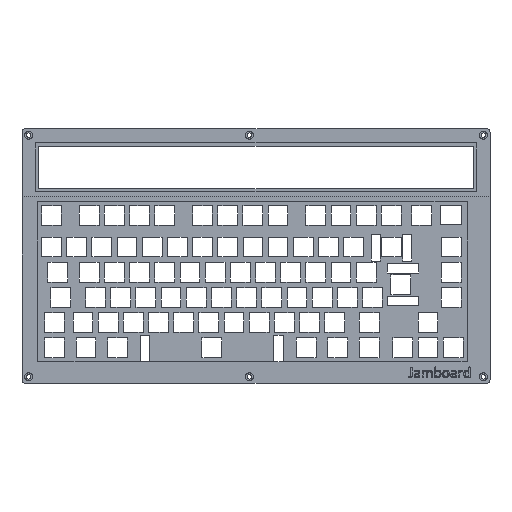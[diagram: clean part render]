
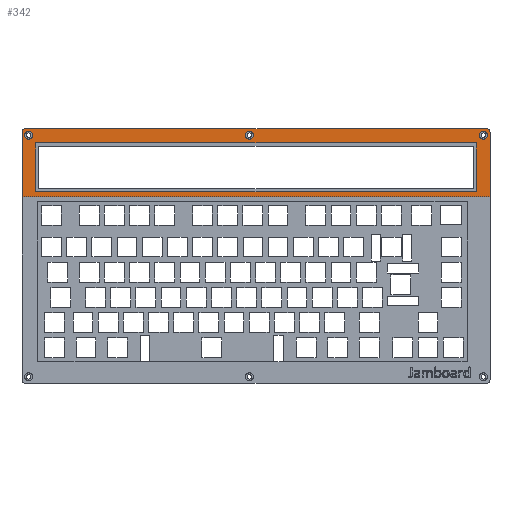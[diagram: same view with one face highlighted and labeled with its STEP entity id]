
A CAD part, top view. The second image highlights one B-rep face of the part: STEP entity #342.
In plain terms, the highlighted planar face has unit normal (0, 0, 1).
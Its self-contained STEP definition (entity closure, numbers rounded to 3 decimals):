
#24 = VERTEX_POINT('',#25);
#25 = CARTESIAN_POINT('',(-38.116,32.097,9.));
#31 = EDGE_CURVE('',#24,#32,#34,.T.);
#32 = VERTEX_POINT('',#33);
#33 = CARTESIAN_POINT('',(-41.116,29.097,9.));
#34 = CIRCLE('',#35,3.);
#35 = AXIS2_PLACEMENT_3D('',#36,#37,#38);
#36 = CARTESIAN_POINT('',(-38.116,29.097,9.));
#37 = DIRECTION('',(0.,0.,1.));
#38 = DIRECTION('',(1.,0.,0.));
#64 = EDGE_CURVE('',#24,#65,#67,.T.);
#65 = VERTEX_POINT('',#66);
#66 = CARTESIAN_POINT('',(310.484,32.097,9.));
#67 = LINE('',#68,#69);
#68 = CARTESIAN_POINT('',(-38.116,32.097,9.));
#69 = VECTOR('',#70,1.);
#70 = DIRECTION('',(1.,0.,0.));
#121 = VERTEX_POINT('',#122);
#122 = CARTESIAN_POINT('',(-41.116,-19.585,9.));
#128 = EDGE_CURVE('',#121,#32,#129,.T.);
#129 = LINE('',#130,#131);
#130 = CARTESIAN_POINT('',(-41.116,-158.003,9.));
#131 = VECTOR('',#132,1.);
#132 = DIRECTION('',(0.,1.,0.));
#342 = ADVANCED_FACE('',(#343,#371,#382,#416,#427),#438,.T.);
#343 = FACE_BOUND('',#344,.T.);
#344 = EDGE_LOOP('',(#345,#346,#347,#348,#356,#364));
#345 = ORIENTED_EDGE('',*,*,#64,.F.);
#346 = ORIENTED_EDGE('',*,*,#31,.T.);
#347 = ORIENTED_EDGE('',*,*,#128,.F.);
#348 = ORIENTED_EDGE('',*,*,#349,.F.);
#349 = EDGE_CURVE('',#350,#121,#352,.T.);
#350 = VERTEX_POINT('',#351);
#351 = CARTESIAN_POINT('',(313.484,-19.585,9.));
#352 = LINE('',#353,#354);
#353 = CARTESIAN_POINT('',(313.484,-19.585,9.));
#354 = VECTOR('',#355,1.);
#355 = DIRECTION('',(-1.,0.,0.));
#356 = ORIENTED_EDGE('',*,*,#357,.F.);
#357 = EDGE_CURVE('',#358,#350,#360,.T.);
#358 = VERTEX_POINT('',#359);
#359 = CARTESIAN_POINT('',(313.484,29.097,9.));
#360 = LINE('',#361,#362);
#361 = CARTESIAN_POINT('',(313.484,29.097,9.));
#362 = VECTOR('',#363,1.);
#363 = DIRECTION('',(0.,-1.,0.));
#364 = ORIENTED_EDGE('',*,*,#365,.T.);
#365 = EDGE_CURVE('',#358,#65,#366,.T.);
#366 = CIRCLE('',#367,3.);
#367 = AXIS2_PLACEMENT_3D('',#368,#369,#370);
#368 = CARTESIAN_POINT('',(310.484,29.097,9.));
#369 = DIRECTION('',(0.,0.,1.));
#370 = DIRECTION('',(1.,0.,0.));
#371 = FACE_BOUND('',#372,.T.);
#372 = EDGE_LOOP('',(#373));
#373 = ORIENTED_EDGE('',*,*,#374,.F.);
#374 = EDGE_CURVE('',#375,#375,#377,.T.);
#375 = VERTEX_POINT('',#376);
#376 = CARTESIAN_POINT('',(-33.116,27.097,9.));
#377 = CIRCLE('',#378,3.);
#378 = AXIS2_PLACEMENT_3D('',#379,#380,#381);
#379 = CARTESIAN_POINT('',(-36.116,27.097,9.));
#380 = DIRECTION('',(0.,0.,1.));
#381 = DIRECTION('',(1.,0.,0.));
#382 = FACE_BOUND('',#383,.T.);
#383 = EDGE_LOOP('',(#384,#394,#402,#410));
#384 = ORIENTED_EDGE('',*,*,#385,.F.);
#385 = EDGE_CURVE('',#386,#388,#390,.T.);
#386 = VERTEX_POINT('',#387);
#387 = CARTESIAN_POINT('',(-30.816,21.225,9.));
#388 = VERTEX_POINT('',#389);
#389 = CARTESIAN_POINT('',(-30.816,-15.775,9.));
#390 = LINE('',#391,#392);
#391 = CARTESIAN_POINT('',(-30.816,21.225,9.));
#392 = VECTOR('',#393,1.);
#393 = DIRECTION('',(0.,-1.,0.));
#394 = ORIENTED_EDGE('',*,*,#395,.F.);
#395 = EDGE_CURVE('',#396,#386,#398,.T.);
#396 = VERTEX_POINT('',#397);
#397 = CARTESIAN_POINT('',(303.184,21.225,9.));
#398 = LINE('',#399,#400);
#399 = CARTESIAN_POINT('',(303.184,21.225,9.));
#400 = VECTOR('',#401,1.);
#401 = DIRECTION('',(-1.,0.,0.));
#402 = ORIENTED_EDGE('',*,*,#403,.F.);
#403 = EDGE_CURVE('',#404,#396,#406,.T.);
#404 = VERTEX_POINT('',#405);
#405 = CARTESIAN_POINT('',(303.184,-15.775,9.));
#406 = LINE('',#407,#408);
#407 = CARTESIAN_POINT('',(303.184,-15.775,9.));
#408 = VECTOR('',#409,1.);
#409 = DIRECTION('',(0.,1.,0.));
#410 = ORIENTED_EDGE('',*,*,#411,.F.);
#411 = EDGE_CURVE('',#388,#404,#412,.T.);
#412 = LINE('',#413,#414);
#413 = CARTESIAN_POINT('',(-30.816,-15.775,9.));
#414 = VECTOR('',#415,1.);
#415 = DIRECTION('',(1.,0.,0.));
#416 = FACE_BOUND('',#417,.T.);
#417 = EDGE_LOOP('',(#418));
#418 = ORIENTED_EDGE('',*,*,#419,.F.);
#419 = EDGE_CURVE('',#420,#420,#422,.T.);
#420 = VERTEX_POINT('',#421);
#421 = CARTESIAN_POINT('',(134.184,27.097,9.));
#422 = CIRCLE('',#423,3.);
#423 = AXIS2_PLACEMENT_3D('',#424,#425,#426);
#424 = CARTESIAN_POINT('',(131.184,27.097,9.));
#425 = DIRECTION('',(0.,0.,1.));
#426 = DIRECTION('',(1.,0.,0.));
#427 = FACE_BOUND('',#428,.T.);
#428 = EDGE_LOOP('',(#429));
#429 = ORIENTED_EDGE('',*,*,#430,.F.);
#430 = EDGE_CURVE('',#431,#431,#433,.T.);
#431 = VERTEX_POINT('',#432);
#432 = CARTESIAN_POINT('',(311.484,27.097,9.));
#433 = CIRCLE('',#434,3.);
#434 = AXIS2_PLACEMENT_3D('',#435,#436,#437);
#435 = CARTESIAN_POINT('',(308.484,27.097,9.));
#436 = DIRECTION('',(0.,0.,1.));
#437 = DIRECTION('',(1.,0.,0.));
#438 = PLANE('',#439);
#439 = AXIS2_PLACEMENT_3D('',#440,#441,#442);
#440 = CARTESIAN_POINT('',(136.184,-64.453,9.));
#441 = DIRECTION('',(0.,0.,1.));
#442 = DIRECTION('',(1.,0.,0.));
